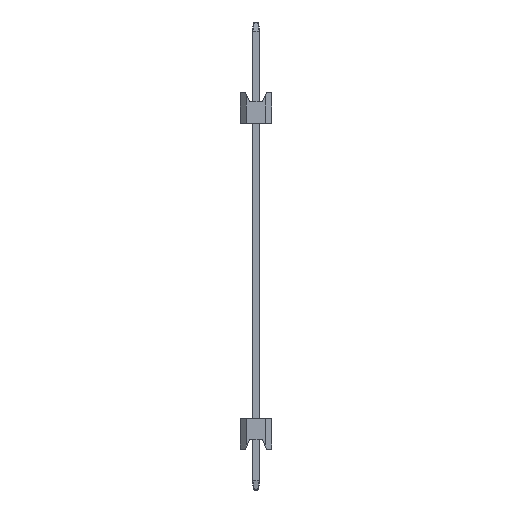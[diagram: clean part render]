
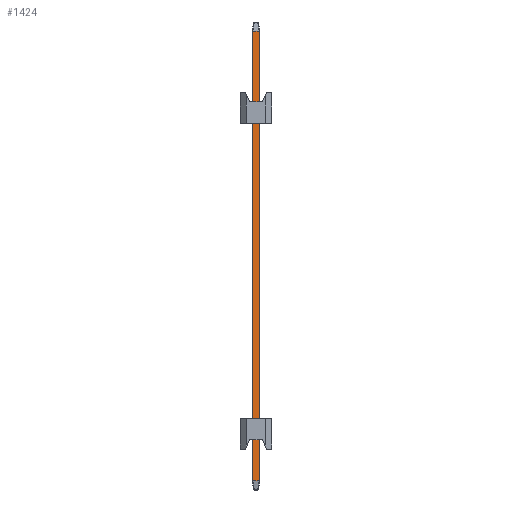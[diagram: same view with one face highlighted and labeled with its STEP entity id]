
A CAD part, left-side view. The second image highlights one B-rep face of the part: STEP entity #1424.
In plain terms, the highlighted planar face has unit normal (-1, 0, 0).
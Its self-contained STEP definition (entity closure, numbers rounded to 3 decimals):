
#354=FACE_OUTER_BOUND('',#418,.T.);
#418=EDGE_LOOP('',(#1163,#1164,#1165,#1166,#1167,#1168,#1169,#1170));
#469=LINE('',#2142,#625);
#478=LINE('',#2160,#634);
#508=LINE('',#2215,#664);
#521=LINE('',#2242,#677);
#524=LINE('',#2248,#680);
#527=LINE('',#2254,#683);
#543=LINE('',#2281,#699);
#544=LINE('',#2283,#700);
#625=VECTOR('',#1692,10.);
#634=VECTOR('',#1705,10.);
#664=VECTOR('',#1755,10.);
#677=VECTOR('',#1776,10.);
#680=VECTOR('',#1781,10.);
#683=VECTOR('',#1786,10.);
#699=VECTOR('',#1820,10.);
#700=VECTOR('',#1823,10.);
#779=VERTEX_POINT('',#2140);
#780=VERTEX_POINT('',#2141);
#787=VERTEX_POINT('',#2158);
#801=VERTEX_POINT('',#2210);
#809=VERTEX_POINT('',#2234);
#812=VERTEX_POINT('',#2240);
#814=VERTEX_POINT('',#2246);
#816=VERTEX_POINT('',#2252);
#877=EDGE_CURVE('',#779,#780,#469,.T.);
#886=EDGE_CURVE('',#787,#779,#478,.T.);
#916=EDGE_CURVE('',#780,#801,#508,.T.);
#929=EDGE_CURVE('',#812,#809,#521,.T.);
#932=EDGE_CURVE('',#814,#812,#524,.T.);
#935=EDGE_CURVE('',#816,#814,#527,.T.);
#951=EDGE_CURVE('',#809,#787,#543,.T.);
#952=EDGE_CURVE('',#801,#816,#544,.T.);
#1163=ORIENTED_EDGE('',*,*,#916,.F.);
#1164=ORIENTED_EDGE('',*,*,#877,.F.);
#1165=ORIENTED_EDGE('',*,*,#886,.F.);
#1166=ORIENTED_EDGE('',*,*,#951,.F.);
#1167=ORIENTED_EDGE('',*,*,#929,.F.);
#1168=ORIENTED_EDGE('',*,*,#932,.F.);
#1169=ORIENTED_EDGE('',*,*,#935,.F.);
#1170=ORIENTED_EDGE('',*,*,#952,.F.);
#1360=PLANE('',#1551);
#1424=ADVANCED_FACE('',(#354),#1360,.T.);
#1551=AXIS2_PLACEMENT_3D('',#2282,#1821,#1822);
#1692=DIRECTION('',(0.,0.,-1.));
#1705=DIRECTION('',(0.,-0.371,-0.928));
#1755=DIRECTION('',(0.,0.371,-0.928));
#1776=DIRECTION('',(0.,-0.371,0.928));
#1781=DIRECTION('',(0.,0.,1.));
#1786=DIRECTION('',(0.,0.371,0.928));
#1820=DIRECTION('',(0.,-1.,0.));
#1821=DIRECTION('center_axis',(-1.,0.,0.));
#1822=DIRECTION('ref_axis',(0.,-1.,0.));
#1823=DIRECTION('',(0.,1.,0.));
#2140=CARTESIAN_POINT('',(-0.32,-0.27,33.748));
#2141=CARTESIAN_POINT('',(-0.32,-0.27,-2.548));
#2142=CARTESIAN_POINT('',(-0.32,-0.27,0.));
#2158=CARTESIAN_POINT('',(-0.32,-0.269,33.75));
#2160=CARTESIAN_POINT('',(-0.32,-5.973,19.491));
#2210=CARTESIAN_POINT('',(-0.32,-0.269,-2.55));
#2215=CARTESIAN_POINT('',(-0.32,-0.593,-1.739));
#2234=CARTESIAN_POINT('',(-0.32,0.269,33.75));
#2240=CARTESIAN_POINT('',(-0.32,0.27,33.748));
#2242=CARTESIAN_POINT('',(-0.32,6.017,19.381));
#2246=CARTESIAN_POINT('',(-0.32,0.27,-2.548));
#2248=CARTESIAN_POINT('',(-0.32,0.27,0.));
#2252=CARTESIAN_POINT('',(-0.32,0.269,-2.55));
#2254=CARTESIAN_POINT('',(-0.32,0.637,-1.629));
#2281=CARTESIAN_POINT('',(-0.32,0.16,33.75));
#2282=CARTESIAN_POINT('Origin',(-0.32,0.32,0.));
#2283=CARTESIAN_POINT('',(-0.32,0.16,-2.55));
